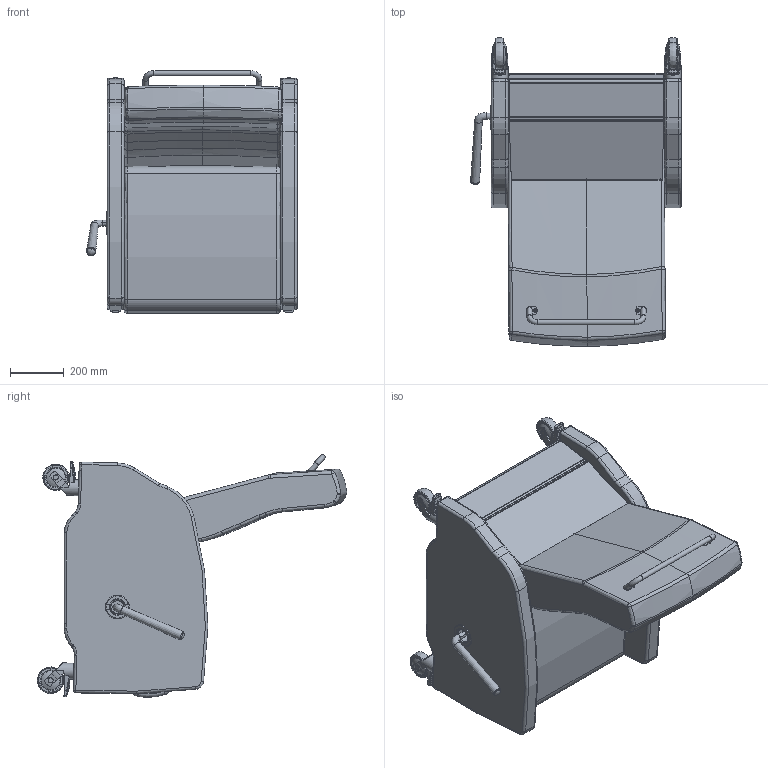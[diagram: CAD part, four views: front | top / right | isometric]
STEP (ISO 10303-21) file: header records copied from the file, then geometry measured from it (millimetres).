
FILE_DESCRIPTION(/* description */ (''),/* implementation_level */ '2;1');
FILE_NAME(/* name */ 'K0107F.stp',/* time_stamp */ '2017-09-13T08:53:33-04:00',/* author */ ('emehringer'),/* organization */ (''),/* preprocessor_version */ 'ST-DEVELOPER v16.5',/* originating_system */ 'Autodesk Inventor 2017',/* authorisation */ '');
FILE_SCHEMA (('AUTOMOTIVE_DESIGN { 1 0 10303 214 3 1 1 }'));
Length unit declared in the file: inch
Products named in the file (23): K0107F; K0107 KP; CASTER 4"SRL; STEM CASTER HOUSING - ROUGH; BRAKE PEDAL; WHEEL; STEM HUBCAP; K0107 ARMR; K0107 ARMR_1; K0107 UBACK; K0107 BACK L; K0107 BACK R; K0107 USEAT; K0107 UKO; PUSH BAR 17.625; PUSH BAR 17.625_1; PUSH BAR 17.625 right side; 1420X1.5 PSHPB; K0101 BACK FLAP; BEZEL 3.5 BLK; HDL 3000 BLK; HDL 3000 BLKPLASTIC; HDL 3000 BLK METAL
Assembly tree (27 placements, depth 3):
  K0107F
    K0107 KP
    CASTER 4"SRL  x4
      STEM CASTER HOUSING - ROUGH
      BRAKE PEDAL
      WHEEL
      STEM HUBCAP
    K0107 ARMR
    K0107 ARMR_1
    K0107 UBACK
      K0107 BACK L
      K0107 BACK R
    K0107 USEAT
    K0107 UKO
    PUSH BAR 17.625
      PUSH BAR 17.625_1
      PUSH BAR 17.625 right side
    1420X1.5 PSHPB  x2
    K0101 BACK FLAP
    BEZEL 3.5 BLK
    HDL 3000 BLK
      HDL 3000 BLKPLASTIC
      HDL 3000 BLK METAL
Bounding box: 787.46 x 1155.65 x 906.64 mm (x, y, z)
Volume: 166043146.5 mm3; surface area: 5836656.7 mm2
Topology: 35 solids, 39 shells, 1118 faces, 2697 edges, 1670 vertices
Faces by surface type: plane 368, cylinder 355, bspline 194, torus 147, sphere 33, cone 21
Full cylindrical faces by diameter (mm): 5.953 x1, 6.35 x2, 7.747 x2, 7.938 x2, 12.497 x2, 16.51 x4, 18.414 x8, 19.05 x7, 22.9 x1, 27.254 x4, 50.533 x4, 53.975 x1, 58.737 x4, 59.531 x1, 71.438 x8, 73.85 x8, 88.9 x1
Entity records: 26648 total; most frequent: CARTESIAN_POINT 11844, DIRECTION 3089, ORIENTED_EDGE 2898, EDGE_CURVE 1449, AXIS2_PLACEMENT_3D 1297, VERTEX_POINT 915, EDGE_LOOP 702, CIRCLE 647
